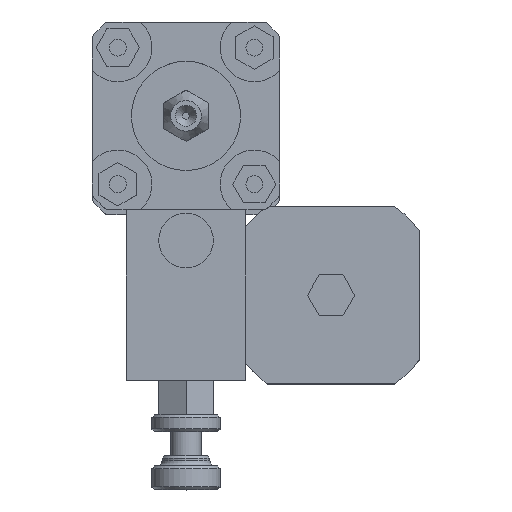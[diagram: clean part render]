
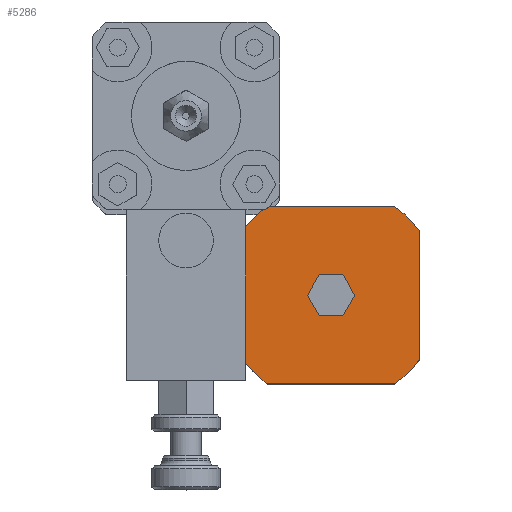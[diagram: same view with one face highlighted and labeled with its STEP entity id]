
A CAD part, top view. The second image highlights one B-rep face of the part: STEP entity #5286.
In plain terms, the highlighted face is planar.
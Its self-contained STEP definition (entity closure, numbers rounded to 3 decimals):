
#285=LINE('',#7533,#582);
#291=LINE('',#7562,#588);
#295=LINE('',#7577,#592);
#299=LINE('',#7589,#596);
#301=LINE('',#7595,#598);
#302=LINE('',#7598,#599);
#303=LINE('',#7600,#600);
#304=LINE('',#7602,#601);
#305=LINE('',#7604,#602);
#306=LINE('',#7606,#603);
#582=VECTOR('',#6413,1000.);
#588=VECTOR('',#6449,1000.);
#592=VECTOR('',#6467,1000.);
#596=VECTOR('',#6479,1000.);
#598=VECTOR('',#6487,1000.);
#599=VECTOR('',#6488,1000.);
#600=VECTOR('',#6489,1000.);
#601=VECTOR('',#6490,1000.);
#602=VECTOR('',#6491,1000.);
#603=VECTOR('',#6492,1000.);
#778=PLANE('',#5638);
#1438=ORIENTED_EDGE('',*,*,#2095,.T.);
#1439=ORIENTED_EDGE('',*,*,#2096,.T.);
#1440=ORIENTED_EDGE('',*,*,#2097,.T.);
#1441=ORIENTED_EDGE('',*,*,#2098,.T.);
#1442=ORIENTED_EDGE('',*,*,#2099,.T.);
#1443=ORIENTED_EDGE('',*,*,#2100,.T.);
#1444=ORIENTED_EDGE('',*,*,#2066,.T.);
#1445=ORIENTED_EDGE('',*,*,#2083,.F.);
#1446=ORIENTED_EDGE('',*,*,#2086,.F.);
#1447=ORIENTED_EDGE('',*,*,#2089,.F.);
#1448=ORIENTED_EDGE('',*,*,#2092,.F.);
#1449=ORIENTED_EDGE('',*,*,#2074,.F.);
#1450=ORIENTED_EDGE('',*,*,#2078,.F.);
#1451=ORIENTED_EDGE('',*,*,#2081,.F.);
#2066=EDGE_CURVE('',#2465,#2466,#285,.T.);
#2074=EDGE_CURVE('',#2471,#2472,#2685,.T.);
#2078=EDGE_CURVE('',#2475,#2471,#291,.T.);
#2081=EDGE_CURVE('',#2465,#2475,#2687,.T.);
#2083=EDGE_CURVE('',#2477,#2466,#2689,.T.);
#2086=EDGE_CURVE('',#2479,#2477,#295,.T.);
#2089=EDGE_CURVE('',#2481,#2479,#2691,.T.);
#2092=EDGE_CURVE('',#2472,#2481,#299,.T.);
#2095=EDGE_CURVE('',#2484,#2485,#301,.T.);
#2096=EDGE_CURVE('',#2485,#2486,#302,.T.);
#2097=EDGE_CURVE('',#2486,#2487,#303,.T.);
#2098=EDGE_CURVE('',#2487,#2488,#304,.T.);
#2099=EDGE_CURVE('',#2488,#2489,#305,.T.);
#2100=EDGE_CURVE('',#2489,#2484,#306,.T.);
#2465=VERTEX_POINT('',#7528);
#2466=VERTEX_POINT('',#7532);
#2471=VERTEX_POINT('',#7554);
#2472=VERTEX_POINT('',#7555);
#2475=VERTEX_POINT('',#7563);
#2477=VERTEX_POINT('',#7572);
#2479=VERTEX_POINT('',#7578);
#2481=VERTEX_POINT('',#7584);
#2484=VERTEX_POINT('',#7596);
#2485=VERTEX_POINT('',#7597);
#2486=VERTEX_POINT('',#7599);
#2487=VERTEX_POINT('',#7601);
#2488=VERTEX_POINT('',#7603);
#2489=VERTEX_POINT('',#7605);
#2685=CIRCLE('',#5622,32.);
#2687=CIRCLE('',#5626,32.);
#2689=CIRCLE('',#5629,32.);
#2691=CIRCLE('',#5633,32.);
#2967=EDGE_LOOP('',(#1438,#1439,#1440,#1441,#1442,#1443));
#2968=EDGE_LOOP('',(#1444,#1445,#1446,#1447,#1448,#1449,#1450,#1451));
#3315=FACE_BOUND('',#2967,.T.);
#3316=FACE_BOUND('',#2968,.T.);
#5286=ADVANCED_FACE('',(#3315,#3316),#778,.F.);
#5622=AXIS2_PLACEMENT_3D('',#7553,#6441,#6442);
#5626=AXIS2_PLACEMENT_3D('',#7568,#6454,#6455);
#5629=AXIS2_PLACEMENT_3D('',#7571,#6460,#6461);
#5633=AXIS2_PLACEMENT_3D('',#7583,#6472,#6473);
#5638=AXIS2_PLACEMENT_3D('',#7594,#6485,#6486);
#6413=DIRECTION('',(0.,0.,1.));
#6441=DIRECTION('',(1.,0.,0.));
#6442=DIRECTION('',(0.,0.583,-0.812));
#6449=DIRECTION('',(0.,1.,0.));
#6454=DIRECTION('',(1.,0.,0.));
#6455=DIRECTION('',(0.,-0.812,-0.583));
#6460=DIRECTION('',(1.,0.,0.));
#6461=DIRECTION('',(0.,-0.583,0.812));
#6467=DIRECTION('',(0.,-1.,0.));
#6472=DIRECTION('',(1.,0.,0.));
#6473=DIRECTION('',(0.,0.812,0.583));
#6479=DIRECTION('',(0.,0.,1.));
#6485=DIRECTION('',(1.,0.,0.));
#6486=DIRECTION('',(0.,0.,-1.));
#6487=DIRECTION('',(0.,0.5,-0.866));
#6488=DIRECTION('',(0.,1.,0.));
#6489=DIRECTION('',(0.,0.5,0.866));
#6490=DIRECTION('',(0.,-0.5,0.866));
#6491=DIRECTION('',(0.,-1.,0.));
#6492=DIRECTION('',(0.,-0.5,-0.866));
#7528=CARTESIAN_POINT('',(-8.,17.5,5.025));
#7532=CARTESIAN_POINT('',(-8.,17.5,44.975));
#7533=CARTESIAN_POINT('',(-8.,17.5,5.025));
#7553=CARTESIAN_POINT('',(-8.,42.5,25.));
#7554=CARTESIAN_POINT('',(-8.,61.155,-1.));
#7555=CARTESIAN_POINT('',(-8.,68.5,6.345));
#7562=CARTESIAN_POINT('',(-8.,23.845,-1.));
#7563=CARTESIAN_POINT('',(-8.,23.845,-1.));
#7568=CARTESIAN_POINT('',(-8.,42.5,25.));
#7571=CARTESIAN_POINT('',(-8.,42.5,25.));
#7572=CARTESIAN_POINT('',(-8.,23.845,51.));
#7577=CARTESIAN_POINT('',(-8.,61.155,51.));
#7578=CARTESIAN_POINT('',(-8.,61.155,51.));
#7583=CARTESIAN_POINT('',(-8.,42.5,25.));
#7584=CARTESIAN_POINT('',(-8.,68.5,43.655));
#7589=CARTESIAN_POINT('',(-8.,68.5,6.345));
#7594=CARTESIAN_POINT('',(-8.,42.5,25.));
#7595=CARTESIAN_POINT('',(-8.,35.572,25.));
#7596=CARTESIAN_POINT('',(-8.,35.572,25.));
#7597=CARTESIAN_POINT('',(-8.,39.036,19.));
#7598=CARTESIAN_POINT('',(-8.,39.036,19.));
#7599=CARTESIAN_POINT('',(-8.,45.964,19.));
#7600=CARTESIAN_POINT('',(-8.,45.964,19.));
#7601=CARTESIAN_POINT('',(-8.,49.428,25.));
#7602=CARTESIAN_POINT('',(-8.,49.428,25.));
#7603=CARTESIAN_POINT('',(-8.,45.964,31.));
#7604=CARTESIAN_POINT('',(-8.,45.964,31.));
#7605=CARTESIAN_POINT('',(-8.,39.036,31.));
#7606=CARTESIAN_POINT('',(-8.,39.036,31.));
